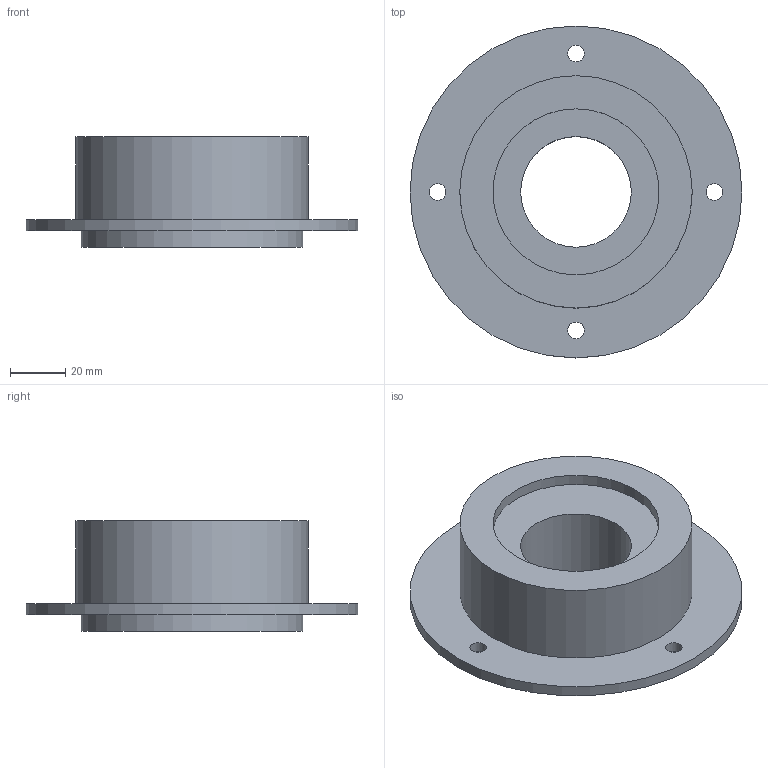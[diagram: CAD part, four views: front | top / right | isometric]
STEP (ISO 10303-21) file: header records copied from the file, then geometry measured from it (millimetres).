
FILE_DESCRIPTION(('FreeCAD Model'),'2;1');
FILE_NAME('fixer2.step','2014-01-16T21:14:16', ('FreeCAD'),('FreeCAD'),'Open CASCADE STEP processor 6.5','FreeCAD', 'Unknown');
FILE_SCHEMA(('AUTOMOTIVE_DESIGN_CC2 { 1 2 10303 214 -1 1 5 4 }'));
Length unit declared in the file: millimetre
Products named in the file (2): ?????????_??????????; ?????????-???????_?????????
Bounding box: 120 x 120 x 40 mm (x, y, z)
Volume: 162030.8 mm3; surface area: 53608.1 mm2
Topology: 2 solids, 2 shells, 16 faces, 30 edges, 20 vertices
Faces by surface type: cylinder 10, plane 6
Full cylindrical faces by diameter (mm): 6 x4, 40 x1, 60 x1, 80 x2, 84 x1, 120 x1
Entity records: 922 total; most frequent: CARTESIAN_POINT 235, DIRECTION 126, ORIENTED_EDGE 60, PCURVE 60, DEFINITIONAL_REPRESENTATION 60, LINE 50, VECTOR 50, AXIS2_PLACEMENT_3D 37
